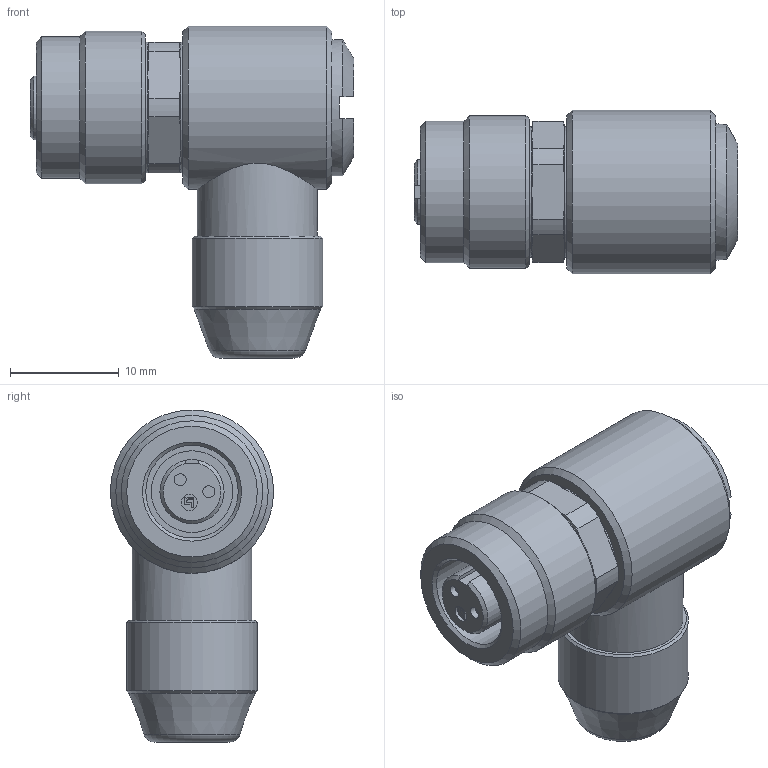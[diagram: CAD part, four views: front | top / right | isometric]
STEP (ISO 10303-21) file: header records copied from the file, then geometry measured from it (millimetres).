
FILE_DESCRIPTION(/* description */ (''),/* implementation_level */ '2;1');
FILE_NAME(/* name */ '99-0402-075-05_001_00.stp',/* time_stamp */ '2015-01-22T14:01:50+01:00',/* author */ (''),/* organization */ (''),/* preprocessor_version */ 'ST-DEVELOPER v14',/* originating_system */ 'SIEMENS PLM Software NX 8.0',/* authorisation */ '');
FILE_SCHEMA (('AUTOMOTIVE_DESIGN { 1 0 10303 214 3 1 1 1 }'));
Length unit declared in the file: millimetre
Products named in the file (1): sach0A4C800Akicc
Bounding box: 29.7 x 15 x 30.5 mm (x, y, z)
Volume: 5870.5 mm3; surface area: 2489.2 mm2
Topology: 1 solids, 1 shells, 93 faces, 206 edges, 129 vertices
Faces by surface type: plane 45, cone 24, cylinder 22, torus 2
Full cylindrical faces by diameter (mm): 1.1 x2, 1.5 x1, 7.5 x1, 8.5 x1, 11 x1, 12 x3, 12.4 x1, 12.5 x1, 13 x1, 14 x1, 15 x1
Entity records: 2454 total; most frequent: CARTESIAN_POINT 502, DIRECTION 402, ORIENTED_EDGE 350, EDGE_CURVE 175, AXIS2_PLACEMENT_3D 164, EDGE_LOOP 133, VERTEX_POINT 124, ADVANCED_FACE 93
